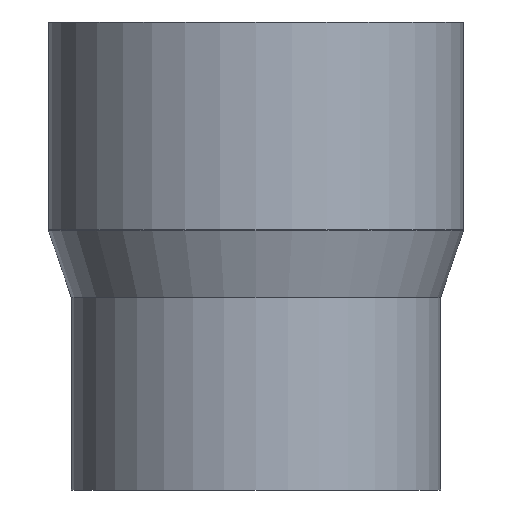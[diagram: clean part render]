
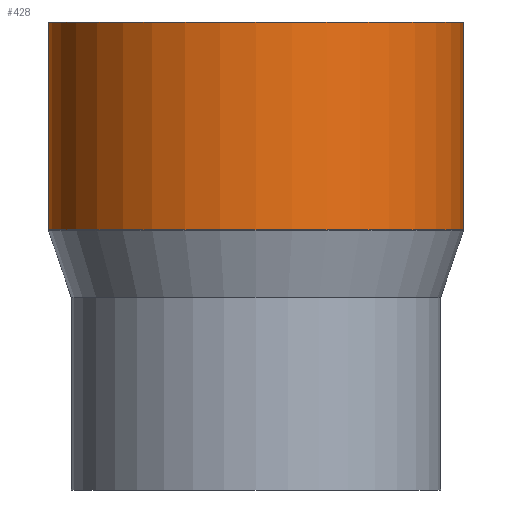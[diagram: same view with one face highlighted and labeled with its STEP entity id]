
A CAD part, front view. The second image highlights one B-rep face of the part: STEP entity #428.
In plain terms, the highlighted cylindrical face has radius 157.5 mm (diameter 315 mm), a partial arc.
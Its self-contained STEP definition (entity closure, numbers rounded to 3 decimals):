
#27 = DIRECTION ( 'NONE',  ( 0., 0., -1. ) ) ;
#30 = AXIS2_PLACEMENT_3D ( 'NONE', #118, #324, #330 ) ;
#36 = VERTEX_POINT ( 'NONE', #85 ) ;
#85 = CARTESIAN_POINT ( 'NONE',  ( 157.5, 0., 21.171 ) ) ;
#118 = CARTESIAN_POINT ( 'NONE',  ( 0., 0., 21.171 ) ) ;
#135 = CIRCLE ( 'NONE', #283, 157.5 ) ;
#138 = DIRECTION ( 'NONE',  ( 0., 0., -1. ) ) ;
#142 = VERTEX_POINT ( 'NONE', #504 ) ;
#165 = LINE ( 'NONE', #175, #447 ) ;
#167 = CIRCLE ( 'NONE', #30, 157.5 ) ;
#175 = CARTESIAN_POINT ( 'NONE',  ( -157.5, 0., -16.533 ) ) ;
#182 = CARTESIAN_POINT ( 'NONE',  ( 157.5, 0., 178.837 ) ) ;
#218 = DIRECTION ( 'NONE',  ( -1., 0., 0. ) ) ;
#254 = EDGE_CURVE ( 'NONE', #368, #142, #165, .T. ) ;
#261 = ORIENTED_EDGE ( 'NONE', *, *, #254, .T. ) ;
#283 = AXIS2_PLACEMENT_3D ( 'NONE', #626, #639, #218 ) ;
#306 = EDGE_CURVE ( 'NONE', #36, #142, #167, .T. ) ;
#315 = ORIENTED_EDGE ( 'NONE', *, *, #306, .F. ) ;
#322 = EDGE_LOOP ( 'NONE', ( #499, #394, #261, #315 ) ) ;
#324 = DIRECTION ( 'NONE',  ( 0., 0., -1. ) ) ;
#330 = DIRECTION ( 'NONE',  ( -1., 0., 0. ) ) ;
#350 = EDGE_CURVE ( 'NONE', #485, #368, #135, .T. ) ;
#368 = VERTEX_POINT ( 'NONE', #374 ) ;
#371 = DIRECTION ( 'NONE',  ( 0., 0., -1. ) ) ;
#374 = CARTESIAN_POINT ( 'NONE',  ( -157.5, 0., 178.837 ) ) ;
#393 = CARTESIAN_POINT ( 'NONE',  ( 0., 0., -16.533 ) ) ;
#394 = ORIENTED_EDGE ( 'NONE', *, *, #350, .T. ) ;
#403 = EDGE_CURVE ( 'NONE', #485, #36, #471, .T. ) ;
#428 = ADVANCED_FACE ( 'NONE', ( #477 ), #599, .T. ) ;
#447 = VECTOR ( 'NONE', #27, 1000. ) ;
#471 = LINE ( 'NONE', #525, #517 ) ;
#477 = FACE_OUTER_BOUND ( 'NONE', #322, .T. ) ;
#485 = VERTEX_POINT ( 'NONE', #182 ) ;
#499 = ORIENTED_EDGE ( 'NONE', *, *, #403, .F. ) ;
#504 = CARTESIAN_POINT ( 'NONE',  ( -157.5, 0., 21.171 ) ) ;
#517 = VECTOR ( 'NONE', #371, 1000. ) ;
#525 = CARTESIAN_POINT ( 'NONE',  ( 157.5, 0., -16.533 ) ) ;
#544 = DIRECTION ( 'NONE',  ( -1., 0., 0. ) ) ;
#599 = CYLINDRICAL_SURFACE ( 'NONE', #616, 157.5 ) ;
#616 = AXIS2_PLACEMENT_3D ( 'NONE', #393, #138, #544 ) ;
#626 = CARTESIAN_POINT ( 'NONE',  ( 0., 0., 178.837 ) ) ;
#639 = DIRECTION ( 'NONE',  ( 0., 0., -1. ) ) ;
